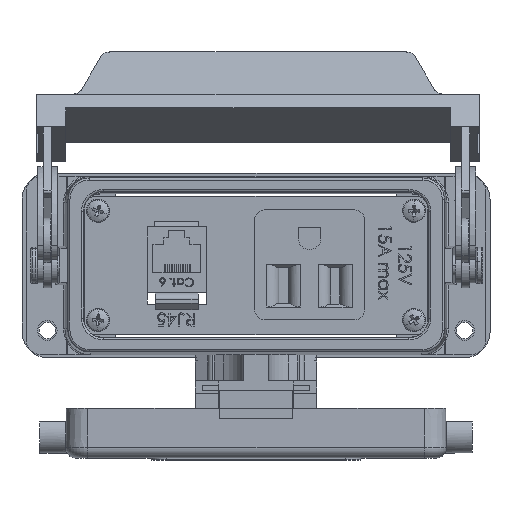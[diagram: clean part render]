
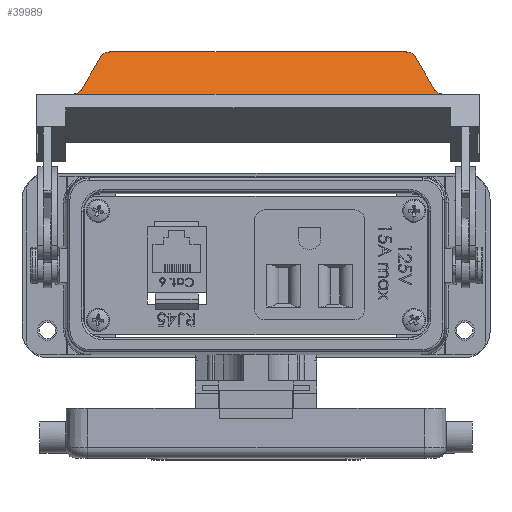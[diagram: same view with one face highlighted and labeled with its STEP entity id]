
A CAD part, top view. The second image highlights one B-rep face of the part: STEP entity #39989.
In plain terms, the highlighted planar face has unit normal (0, 0.372, 0.928).
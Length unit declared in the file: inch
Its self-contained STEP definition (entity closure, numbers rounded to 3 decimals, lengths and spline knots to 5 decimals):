
#133 = ORIENTED_EDGE ( 'NONE', *, *, #45581, .T. ) ;
#990 = ORIENTED_EDGE ( 'NONE', *, *, #24215, .T. ) ;
#2505 = CARTESIAN_POINT ( 'NONE',  ( 0.17825, 2.49718, -0.513 ) ) ;
#2802 = CARTESIAN_POINT ( 'NONE',  ( 0.12823, 2.44878, -0.49362 ) ) ;
#2805 = CARTESIAN_POINT ( 'NONE',  ( 3.18163, 2.44878, -0.49362 ) ) ;
#4883 = EDGE_CURVE ( 'NONE', #44675, #31161, #40147, .T. ) ;
#8220 = CARTESIAN_POINT ( 'NONE',  ( 3.09493, 2.49718, -0.513 ) ) ;
#8403 = CARTESIAN_POINT ( 'NONE',  ( 0.1465, 2.47946, -0.5059 ) ) ;
#8613 = ORIENTED_EDGE ( 'NONE', *, *, #4883, .T. ) ;
#9985 = ORIENTED_EDGE ( 'NONE', *, *, #17153, .T. ) ;
#12393 = AXIS2_PLACEMENT_3D ( 'NONE', #64079, #23143, #34638 ) ;
#12969 = CARTESIAN_POINT ( 'NONE',  ( -0.1084, 2.08721, -0.34883 ) ) ;
#13229 = CARTESIAN_POINT ( 'NONE',  ( 3.09493, 2.49718, -0.513 ) ) ;
#13249 = VERTEX_POINT ( 'NONE', #2805 ) ;
#13910 = EDGE_CURVE ( 'NONE', #13249, #49658, #67096, .T. ) ;
#16702 = CARTESIAN_POINT ( 'NONE',  ( 3.36823, 2.13561, -0.36821 ) ) ;
#17153 = EDGE_CURVE ( 'NONE', #66882, #29453, #71350, .T. ) ;
#17190 = PLANE ( 'NONE',  #12393 ) ;
#19459 = DIRECTION ( 'NONE',  ( 0.484, -0.812, 0.325 ) ) ;
#19957 = CARTESIAN_POINT ( 'NONE',  ( 2.48524, 3.61756, -0.96165 ) ) ;
#22224 =( BOUNDED_CURVE ( )  B_SPLINE_CURVE ( 3, ( #13229, #54580, #42495, #37587 ),
 .UNSPECIFIED., .F., .F. ) 
 B_SPLINE_CURVE_WITH_KNOTS ( ( 4, 4 ),
 ( 3.14159, 4.19074 ),
 .UNSPECIFIED. ) 
 CURVE ( )  GEOMETRIC_REPRESENTATION_ITEM ( )  RATIONAL_B_SPLINE_CURVE ( ( 1., 0.91, 0.91, 1. ) ) 
 REPRESENTATION_ITEM ( '' )  );
#23143 = DIRECTION ( 'NONE',  ( 0., -0.372, -0.928 ) ) ;
#23302 = CARTESIAN_POINT ( 'NONE',  ( 0.21493, 2.49718, -0.513 ) ) ;
#24215 = EDGE_CURVE ( 'NONE', #32754, #44675, #63765, .T. ) ;
#26702 = CARTESIAN_POINT ( 'NONE',  ( 3.3865, 2.10493, -0.35593 ) ) ;
#27433 = CARTESIAN_POINT ( 'NONE',  ( -0.49507, 2.49718, -0.513 ) ) ;
#29453 = VERTEX_POINT ( 'NONE', #2802 ) ;
#30037 = LINE ( 'NONE', #62756, #62494 ) ;
#31161 = VERTEX_POINT ( 'NONE', #36289 ) ;
#31598 = CARTESIAN_POINT ( 'NONE',  ( -0.05837, 2.13561, -0.36821 ) ) ;
#32470 = CARTESIAN_POINT ( 'NONE',  ( 0.12823, 2.44878, -0.49362 ) ) ;
#32754 = VERTEX_POINT ( 'NONE', #63891 ) ;
#34638 = DIRECTION ( 'NONE',  ( 0., 0.928, -0.372 ) ) ;
#35463 = CARTESIAN_POINT ( 'NONE',  ( -0.14507, 2.08721, -0.34883 ) ) ;
#36289 = CARTESIAN_POINT ( 'NONE',  ( 3.45493, 2.08721, -0.34883 ) ) ;
#37587 = CARTESIAN_POINT ( 'NONE',  ( 3.18163, 2.44878, -0.49362 ) ) ;
#38443 = ORIENTED_EDGE ( 'NONE', *, *, #47533, .F. ) ;
#39989 = ADVANCED_FACE ( 'NONE', ( #59744 ), #17190, .F. ) ;
#40147 = LINE ( 'NONE', #68402, #61372 ) ;
#41415 = DIRECTION ( 'NONE',  ( -1., 0., 0. ) ) ;
#42495 = CARTESIAN_POINT ( 'NONE',  ( 3.16335, 2.47946, -0.5059 ) ) ;
#42636 = EDGE_LOOP ( 'NONE', ( #38443, #133, #9985, #47422, #990, #8613, #73273, #47471 ) ) ;
#43479 = VECTOR ( 'NONE', #41415, 39.37008 ) ;
#43530 = EDGE_CURVE ( 'NONE', #29453, #32754, #30037, .T. ) ;
#44385 = CARTESIAN_POINT ( 'NONE',  ( 3.36823, 2.13561, -0.36821 ) ) ;
#44675 = VERTEX_POINT ( 'NONE', #35463 ) ;
#45581 = EDGE_CURVE ( 'NONE', #75582, #66882, #72195, .T. ) ;
#47422 = ORIENTED_EDGE ( 'NONE', *, *, #43530, .T. ) ;
#47471 = ORIENTED_EDGE ( 'NONE', *, *, #13910, .F. ) ;
#47533 = EDGE_CURVE ( 'NONE', #75582, #13249, #22224, .T. ) ;
#49658 = VERTEX_POINT ( 'NONE', #16702 ) ;
#49819 = DIRECTION ( 'NONE',  ( 1., 0., 0. ) ) ;
#51386 = VECTOR ( 'NONE', #19459, 39.37008 ) ;
#54580 = CARTESIAN_POINT ( 'NONE',  ( 3.1316, 2.49718, -0.513 ) ) ;
#55366 = CARTESIAN_POINT ( 'NONE',  ( -0.14507, 2.08721, -0.34883 ) ) ;
#59744 = FACE_OUTER_BOUND ( 'NONE', #42636, .T. ) ;
#61372 = VECTOR ( 'NONE', #49819, 39.37008 ) ;
#62494 = VECTOR ( 'NONE', #74897, 39.37008 ) ;
#62713 = CARTESIAN_POINT ( 'NONE',  ( 3.45493, 2.08721, -0.34883 ) ) ;
#62756 = CARTESIAN_POINT ( 'NONE',  ( -0.18276, 1.92684, -0.28461 ) ) ;
#63765 =( BOUNDED_CURVE ( )  B_SPLINE_CURVE ( 3, ( #31598, #66517, #12969, #55366 ),
 .UNSPECIFIED., .F., .F. ) 
 B_SPLINE_CURVE_WITH_KNOTS ( ( 4, 4 ),
 ( 5.23404, 6.28319 ),
 .UNSPECIFIED. ) 
 CURVE ( )  GEOMETRIC_REPRESENTATION_ITEM ( )  RATIONAL_B_SPLINE_CURVE ( ( 1., 0.91, 0.91, 1. ) ) 
 REPRESENTATION_ITEM ( '' )  );
#63781 = EDGE_CURVE ( 'NONE', #49658, #31161, #72030, .T. ) ;
#63891 = CARTESIAN_POINT ( 'NONE',  ( -0.05837, 2.13561, -0.36821 ) ) ;
#64079 = CARTESIAN_POINT ( 'NONE',  ( -0.49507, 2.08721, -0.34883 ) ) ;
#66517 = CARTESIAN_POINT ( 'NONE',  ( -0.07665, 2.10493, -0.35593 ) ) ;
#66882 = VERTEX_POINT ( 'NONE', #23302 ) ;
#67096 = LINE ( 'NONE', #19957, #51386 ) ;
#67636 = CARTESIAN_POINT ( 'NONE',  ( 0.21493, 2.49718, -0.513 ) ) ;
#68388 = CARTESIAN_POINT ( 'NONE',  ( 3.41825, 2.08721, -0.34883 ) ) ;
#68402 = CARTESIAN_POINT ( 'NONE',  ( -0.49507, 2.08721, -0.34883 ) ) ;
#71350 =( BOUNDED_CURVE ( )  B_SPLINE_CURVE ( 3, ( #67636, #2505, #8403, #32470 ),
 .UNSPECIFIED., .F., .F. ) 
 B_SPLINE_CURVE_WITH_KNOTS ( ( 4, 4 ),
 ( 3.14159, 4.19074 ),
 .UNSPECIFIED. ) 
 CURVE ( )  GEOMETRIC_REPRESENTATION_ITEM ( )  RATIONAL_B_SPLINE_CURVE ( ( 1., 0.91, 0.91, 1. ) ) 
 REPRESENTATION_ITEM ( '' )  );
#72030 =( BOUNDED_CURVE ( )  B_SPLINE_CURVE ( 3, ( #44385, #26702, #68388, #62713 ),
 .UNSPECIFIED., .F., .F. ) 
 B_SPLINE_CURVE_WITH_KNOTS ( ( 4, 4 ),
 ( 5.23404, 6.28319 ),
 .UNSPECIFIED. ) 
 CURVE ( )  GEOMETRIC_REPRESENTATION_ITEM ( )  RATIONAL_B_SPLINE_CURVE ( ( 1., 0.91, 0.91, 1. ) ) 
 REPRESENTATION_ITEM ( '' )  );
#72195 = LINE ( 'NONE', #27433, #43479 ) ;
#73273 = ORIENTED_EDGE ( 'NONE', *, *, #63781, .F. ) ;
#74897 = DIRECTION ( 'NONE',  ( -0.484, -0.812, 0.325 ) ) ;
#75582 = VERTEX_POINT ( 'NONE', #8220 ) ;
